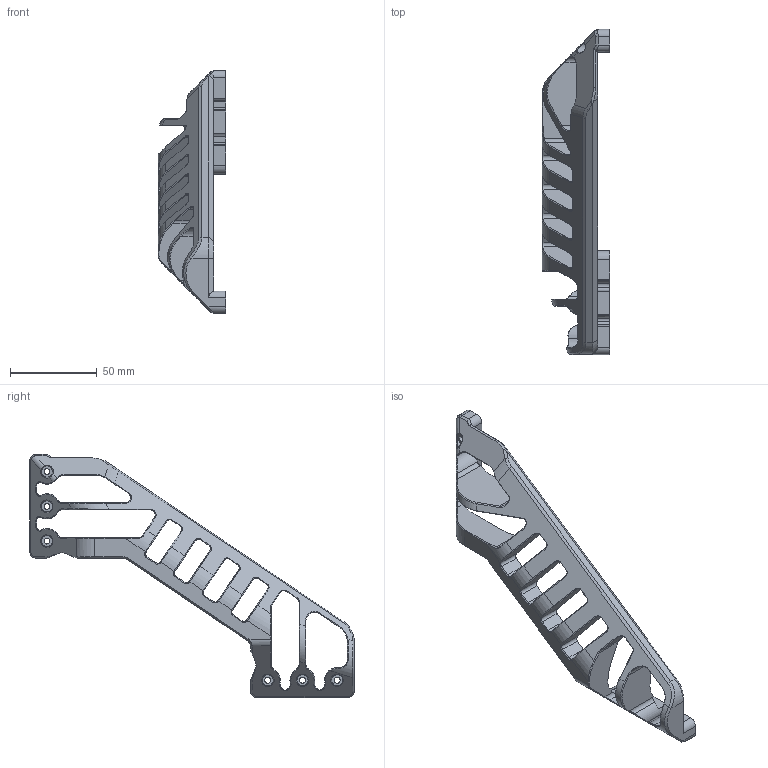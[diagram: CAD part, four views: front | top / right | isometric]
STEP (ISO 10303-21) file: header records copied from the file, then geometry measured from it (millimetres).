
FILE_DESCRIPTION(/* description */ (''),/* implementation_level */ '2;1');
FILE_NAME(/* name */ 'LiftHandle_left.stp',/* time_stamp */ '2021-10-02T11:59:38+09:00',/* author */ (''),/* organization */ (''),/* preprocessor_version */ 'ST-DEVELOPER v18.1',/* originating_system */ 'SIEMENS PLM Software NX 1965',/* authorisation */ '');
FILE_SCHEMA (('AUTOMOTIVE_DESIGN { 1 0 10303 214 3 1 1 1 }'));
Length unit declared in the file: millimetre
Products named in the file (1): v6cl120037B8bxn1
Bounding box: 39 x 187 x 140 mm (x, y, z)
Volume: 73866.2 mm3; surface area: 32503.7 mm2
Topology: 1 solids, 1 shells, 345 faces, 887 edges, 537 vertices
Faces by surface type: plane 122, bspline 105, cylinder 94, cone 24
Full cylindrical faces by diameter (mm): 3.4 x6, 6.4 x5
Entity records: 14172 total; most frequent: CARTESIAN_POINT 6854, ORIENTED_EDGE 1730, DIRECTION 1118, EDGE_CURVE 865, VERTEX_POINT 531, AXIS2_PLACEMENT_3D 393, EDGE_LOOP 382, B_SPLINE_CURVE_WITH_KNOTS 381
